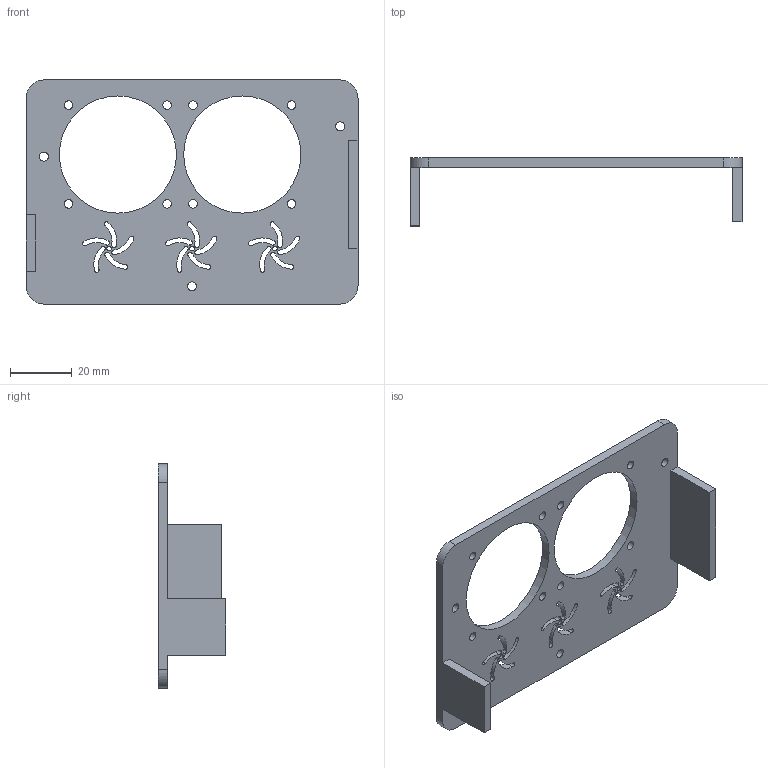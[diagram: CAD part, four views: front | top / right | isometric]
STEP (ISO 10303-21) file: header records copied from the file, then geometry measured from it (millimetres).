
FILE_DESCRIPTION(/* description */ (''),/* implementation_level */ '2;1');
FILE_NAME(/* name */ 'SAV case cover (V1).step',/* time_stamp */ '2017-03-01T20:34:07+01:00',/* author */ ('Rubén'),/* organization */ (''),/* preprocessor_version */ 'ST-DEVELOPER v15.2',/* originating_system */ 'Autodesk Inventor 2014',/* authorisation */ '');
FILE_SCHEMA (('AUTOMOTIVE_DESIGN { 1 0 10303 214 3 1 1 }'));
Length unit declared in the file: millimetre
Products named in the file (1): SAV case cover (V1)
Bounding box: 107.7 x 22 x 72.77 mm (x, y, z)
Volume: 18698.2 mm3; surface area: 15682 mm2
Topology: 1 solids, 1 shells, 94 faces, 276 edges, 184 vertices
Faces by surface type: cylinder 80, plane 14
Full cylindrical faces by diameter (mm): 1.5 x3, 2.8 x8, 2.95 x3, 38 x2
Entity records: 3285 total; most frequent: DIRECTION 610, CARTESIAN_POINT 539, ORIENTED_EDGE 520, EDGE_CURVE 260, AXIS2_PLACEMENT_3D 255, VERTEX_POINT 184, EDGE_LOOP 172, CIRCLE 160
